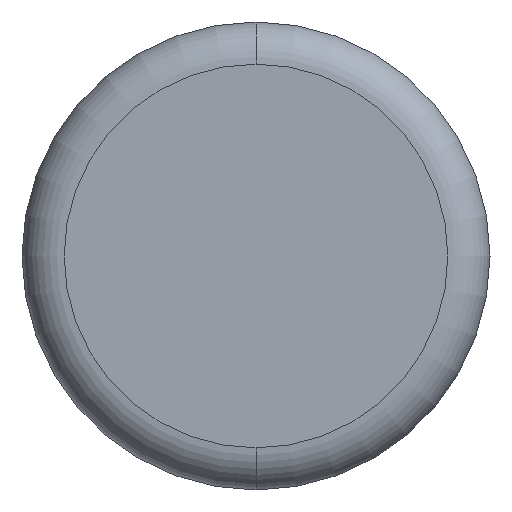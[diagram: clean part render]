
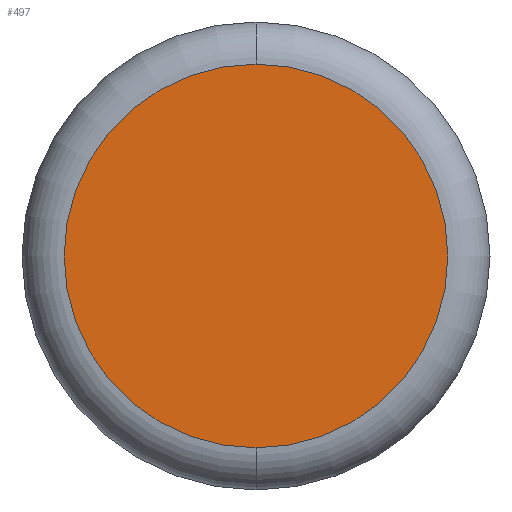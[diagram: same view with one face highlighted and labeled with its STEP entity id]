
A CAD part, front view. The second image highlights one B-rep face of the part: STEP entity #497.
In plain terms, the highlighted planar face has unit normal (0, -1, 0).
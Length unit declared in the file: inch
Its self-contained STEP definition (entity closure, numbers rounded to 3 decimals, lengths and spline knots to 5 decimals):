
#50 = DIRECTION ( 'NONE',  ( 0., 0., -1. ) ) ;
#66 = EDGE_CURVE ( 'NONE', #342, #397, #524, .T. ) ;
#75 = CARTESIAN_POINT ( 'NONE',  ( 0., 0., 0. ) ) ;
#81 = DIRECTION ( 'NONE',  ( 0., 0., -1. ) ) ;
#93 = ORIENTED_EDGE ( 'NONE', *, *, #468, .T. ) ;
#126 = PLANE ( 'NONE',  #522 ) ;
#170 = AXIS2_PLACEMENT_3D ( 'NONE', #75, #364, #539 ) ;
#177 = CARTESIAN_POINT ( 'NONE',  ( 0., 0., -0.41 ) ) ;
#180 = CARTESIAN_POINT ( 'NONE',  ( 0., 0., 0. ) ) ;
#263 = CIRCLE ( 'NONE', #170, 0.41 ) ;
#296 = DIRECTION ( 'NONE',  ( 0., -1., 0. ) ) ;
#298 = EDGE_LOOP ( 'NONE', ( #93, #543 ) ) ;
#323 = AXIS2_PLACEMENT_3D ( 'NONE', #180, #489, #81 ) ;
#342 = VERTEX_POINT ( 'NONE', #393 ) ;
#364 = DIRECTION ( 'NONE',  ( 0., -1., 0. ) ) ;
#382 = FACE_OUTER_BOUND ( 'NONE', #298, .T. ) ;
#393 = CARTESIAN_POINT ( 'NONE',  ( 0., 0., 0.41 ) ) ;
#397 = VERTEX_POINT ( 'NONE', #177 ) ;
#468 = EDGE_CURVE ( 'NONE', #397, #342, #263, .T. ) ;
#489 = DIRECTION ( 'NONE',  ( 0., -1., 0. ) ) ;
#497 = ADVANCED_FACE ( 'NONE', ( #382 ), #126, .T. ) ;
#504 = CARTESIAN_POINT ( 'NONE',  ( 0., 0., 0. ) ) ;
#522 = AXIS2_PLACEMENT_3D ( 'NONE', #504, #296, #50 ) ;
#524 = CIRCLE ( 'NONE', #323, 0.41 ) ;
#539 = DIRECTION ( 'NONE',  ( 0., 0., -1. ) ) ;
#543 = ORIENTED_EDGE ( 'NONE', *, *, #66, .T. ) ;
